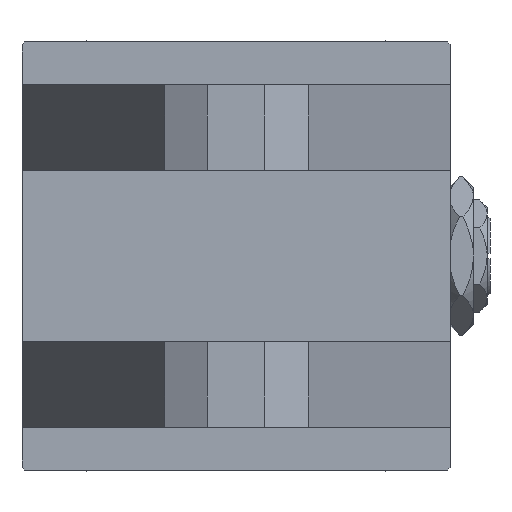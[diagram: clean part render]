
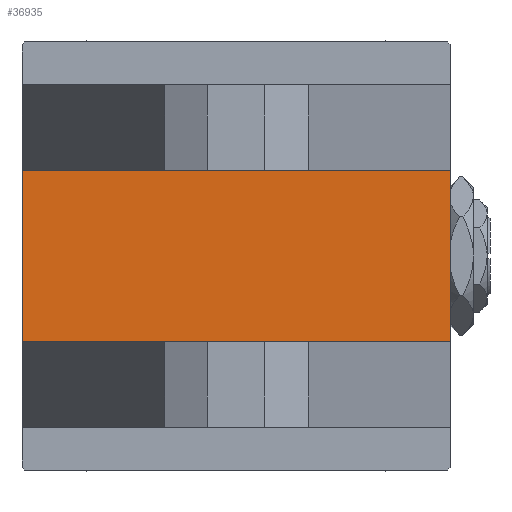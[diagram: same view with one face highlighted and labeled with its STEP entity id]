
A CAD part, left-side view. The second image highlights one B-rep face of the part: STEP entity #36935.
In plain terms, the highlighted planar face has unit normal (-1, 0, 0).
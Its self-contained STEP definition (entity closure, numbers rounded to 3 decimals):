
#650 = LINE ( 'NONE', #48912, #40204 ) ;
#655 = DIRECTION ( 'NONE',  ( 0., 0., -1. ) ) ;
#1447 = EDGE_CURVE ( 'NONE', #5937, #1508, #19469, .T. ) ;
#1508 = VERTEX_POINT ( 'NONE', #23660 ) ;
#1552 = EDGE_CURVE ( 'NONE', #5937, #32598, #51570, .T. ) ;
#2457 = FACE_OUTER_BOUND ( 'NONE', #38736, .T. ) ;
#3847 = LINE ( 'NONE', #48177, #5728 ) ;
#4833 = DIRECTION ( 'NONE',  ( 0., -1., 0. ) ) ;
#5359 = ORIENTED_EDGE ( 'NONE', *, *, #32744, .T. ) ;
#5728 = VECTOR ( 'NONE', #32027, 1000. ) ;
#5831 = VERTEX_POINT ( 'NONE', #12568 ) ;
#5937 = VERTEX_POINT ( 'NONE', #36585 ) ;
#12568 = CARTESIAN_POINT ( 'NONE',  ( 0., -15., -37.5 ) ) ;
#15820 = CARTESIAN_POINT ( 'NONE',  ( 0., 15., 37.5 ) ) ;
#18626 = DIRECTION ( 'NONE',  ( 0., 0., 1. ) ) ;
#19469 = LINE ( 'NONE', #20236, #37368 ) ;
#20236 = CARTESIAN_POINT ( 'NONE',  ( 0., 37.5, 37.5 ) ) ;
#23660 = CARTESIAN_POINT ( 'NONE',  ( 0., -15., 37.5 ) ) ;
#24674 = ORIENTED_EDGE ( 'NONE', *, *, #43359, .F. ) ;
#30744 = CARTESIAN_POINT ( 'NONE',  ( 0., 15., -37.5 ) ) ;
#32027 = DIRECTION ( 'NONE',  ( 0., -1., 0. ) ) ;
#32598 = VERTEX_POINT ( 'NONE', #30744 ) ;
#32744 = EDGE_CURVE ( 'NONE', #32598, #5831, #3847, .T. ) ;
#36585 = CARTESIAN_POINT ( 'NONE',  ( 0., 15., 37.5 ) ) ;
#36764 = ORIENTED_EDGE ( 'NONE', *, *, #1447, .F. ) ;
#36935 = ADVANCED_FACE ( 'NONE', ( #2457 ), #51255, .T. ) ;
#37368 = VECTOR ( 'NONE', #4833, 1000. ) ;
#38736 = EDGE_LOOP ( 'NONE', ( #5359, #24674, #36764, #40026 ) ) ;
#38989 = DIRECTION ( 'NONE',  ( -1., 0., 0. ) ) ;
#40026 = ORIENTED_EDGE ( 'NONE', *, *, #1552, .T. ) ;
#40204 = VECTOR ( 'NONE', #40581, 1000. ) ;
#40581 = DIRECTION ( 'NONE',  ( 0., 0., -1. ) ) ;
#43359 = EDGE_CURVE ( 'NONE', #1508, #5831, #650, .T. ) ;
#43424 = CARTESIAN_POINT ( 'NONE',  ( 0., 0., 0. ) ) ;
#46592 = AXIS2_PLACEMENT_3D ( 'NONE', #43424, #38989, #18626 ) ;
#48177 = CARTESIAN_POINT ( 'NONE',  ( 0., 37.5, -37.5 ) ) ;
#48912 = CARTESIAN_POINT ( 'NONE',  ( 0., -15., 37.5 ) ) ;
#49024 = VECTOR ( 'NONE', #655, 1000. ) ;
#51255 = PLANE ( 'NONE',  #46592 ) ;
#51570 = LINE ( 'NONE', #15820, #49024 ) ;
